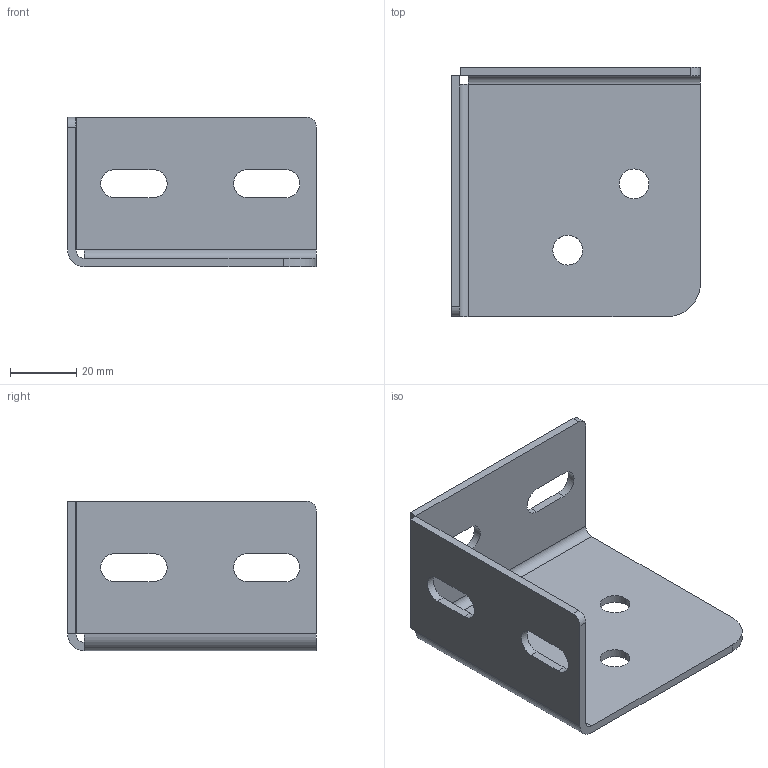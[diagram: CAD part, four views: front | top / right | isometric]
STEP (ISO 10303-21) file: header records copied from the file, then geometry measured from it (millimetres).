
FILE_DESCRIPTION(('Creo Elements/Direct Modeling STEP Export'),'2;1');
FILE_NAME('55.0175.3_Radwinkel-MMS-55_Rad-Durchm-100x125-chem.vernickelt.stp','2022-03-21T 8:07:32',(''),(''),'PTC Creo Elements/Direct Modeling STEP processor for AP214 (Solid Model)','PTC Creo Elements/Direct Modeling 19.0C 15-Aug-2015 (C) Parametric Technology GmbH','');
FILE_SCHEMA(('AUTOMOTIVE_DESIGN { 1 0 10303 214 1 1 1 1 }'));
Length unit declared in the file: millimetre
Products named in the file (2): Radwinkel-MMS-55_Rad-Durchm-100125-chem.vernickelt_55.0175.3_PX176198
Assembly tree (1 placements, depth 2):
  Radwinkel-MMS-55_Rad-Durchm-100125-chem.vernickelt_55.0175.3_PX176198
    Radwinkel-MMS-55_Rad-Durchm-100125-chem.vernickelt_55.0175.3_PX176198
Bounding box: 75 x 75 x 45 mm (x, y, z)
Volume: 26859.7 mm3; surface area: 23292.5 mm2
Topology: 1 solids, 1 shells, 43 faces, 115 edges, 74 vertices
Faces by surface type: plane 24, cylinder 19
Entity records: 1384 total; most frequent: DIRECTION 233, ORIENTED_EDGE 230, CARTESIAN_POINT 228, EDGE_CURVE 115, AXIS2_PLACEMENT_3D 79, VECTOR 75, LINE 75, VERTEX_POINT 74
